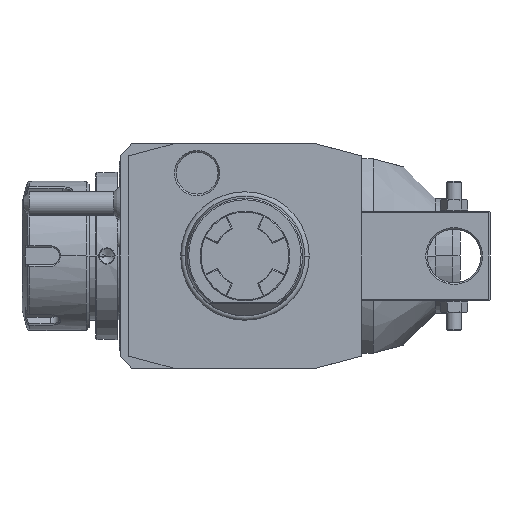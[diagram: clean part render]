
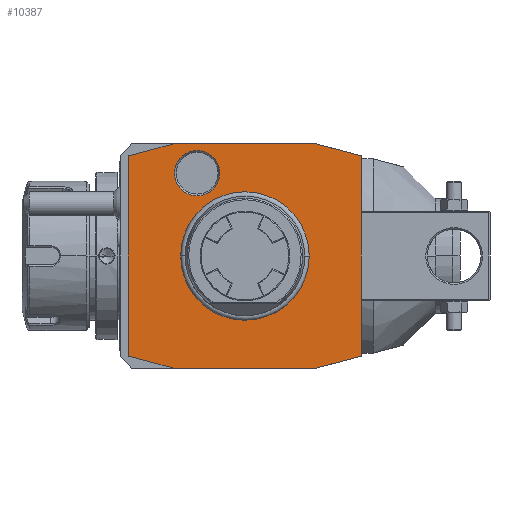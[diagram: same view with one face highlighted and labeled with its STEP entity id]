
A CAD part, front view. The second image highlights one B-rep face of the part: STEP entity #10387.
In plain terms, the highlighted planar face has unit normal (0, -1, 0).
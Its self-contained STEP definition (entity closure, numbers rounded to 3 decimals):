
#1=DIRECTION('',(-0.966,0.,0.259));
#2=VECTOR('',#1,15.529);
#3=CARTESIAN_POINT('',(39.,0.,33.481));
#4=LINE('',#3,#2);
#5=DIRECTION('',(0.,0.,1.));
#6=VECTOR('',#5,66.962);
#7=CARTESIAN_POINT('',(39.,0.,-33.481));
#8=LINE('',#7,#6);
#9=DIRECTION('',(0.966,0.,0.259));
#10=VECTOR('',#9,15.529);
#11=CARTESIAN_POINT('',(24.,0.,-37.5));
#12=LINE('',#11,#10);
#13=DIRECTION('',(1.,0.,0.));
#14=VECTOR('',#13,48.);
#15=CARTESIAN_POINT('',(-24.,0.,-37.5));
#16=LINE('',#15,#14);
#17=DIRECTION('',(0.966,0.,-0.259));
#18=VECTOR('',#17,15.529);
#19=CARTESIAN_POINT('',(-39.,0.,-33.481));
#20=LINE('',#19,#18);
#21=DIRECTION('',(0.,0.,-1.));
#22=VECTOR('',#21,66.962);
#23=CARTESIAN_POINT('',(-39.,0.,33.481));
#24=LINE('',#23,#22);
#25=DIRECTION('',(-0.966,0.,-0.259));
#26=VECTOR('',#25,15.529);
#27=CARTESIAN_POINT('',(-24.,0.,37.5));
#28=LINE('',#27,#26);
#29=DIRECTION('',(-1.,0.,0.));
#30=VECTOR('',#29,48.);
#31=CARTESIAN_POINT('',(24.,0.,37.5));
#32=LINE('',#31,#30);
#33=CARTESIAN_POINT('',(-16.,0.,27.713));
#34=DIRECTION('',(0.,1.,0.));
#35=DIRECTION('',(1.,0.,0.));
#36=AXIS2_PLACEMENT_3D('',#33,#34,#35);
#38=CARTESIAN_POINT('',(-16.,0.,27.713));
#39=DIRECTION('',(0.,1.,0.));
#40=DIRECTION('',(-1.,0.,0.));
#41=AXIS2_PLACEMENT_3D('',#38,#39,#40);
#7268=CARTESIAN_POINT('',(0.,0.,0.));
#7269=DIRECTION('',(0.,1.,0.));
#7270=DIRECTION('',(-1.,0.,0.));
#7271=AXIS2_PLACEMENT_3D('',#7268,#7269,#7270);
#7273=CARTESIAN_POINT('',(0.,0.,0.));
#7274=DIRECTION('',(0.,1.,0.));
#7275=DIRECTION('',(1.,0.,0.));
#7276=AXIS2_PLACEMENT_3D('',#7273,#7274,#7275);
#9283=CARTESIAN_POINT('',(-8.423,0.,27.713));
#9284=CARTESIAN_POINT('',(-23.577,0.,27.713));
#9285=VERTEX_POINT('',#9283);
#9286=VERTEX_POINT('',#9284);
#10125=CARTESIAN_POINT('',(39.,0.,33.481));
#10126=CARTESIAN_POINT('',(24.,0.,37.5));
#10127=VERTEX_POINT('',#10125);
#10128=VERTEX_POINT('',#10126);
#10129=CARTESIAN_POINT('',(-24.,0.,37.5));
#10130=VERTEX_POINT('',#10129);
#10131=CARTESIAN_POINT('',(-39.,0.,33.481));
#10132=VERTEX_POINT('',#10131);
#10133=CARTESIAN_POINT('',(-39.,0.,-33.481));
#10134=VERTEX_POINT('',#10133);
#10135=CARTESIAN_POINT('',(-24.,0.,-37.5));
#10136=VERTEX_POINT('',#10135);
#10137=CARTESIAN_POINT('',(24.,0.,-37.5));
#10138=VERTEX_POINT('',#10137);
#10139=CARTESIAN_POINT('',(39.,0.,-33.481));
#10140=VERTEX_POINT('',#10139);
#10220=CARTESIAN_POINT('',(-21.137,0.,0.));
#10221=CARTESIAN_POINT('',(21.137,0.,0.));
#10222=VERTEX_POINT('',#10220);
#10223=VERTEX_POINT('',#10221);
#10352=CARTESIAN_POINT('',(0.,0.,0.));
#10353=DIRECTION('',(0.,-1.,0.));
#10354=DIRECTION('',(-1.,0.,0.));
#10355=AXIS2_PLACEMENT_3D('',#10352,#10353,#10354);
#10356=PLANE('',#10355);
#10358=ORIENTED_EDGE('',*,*,#10357,.F.);
#10360=ORIENTED_EDGE('',*,*,#10359,.F.);
#10362=ORIENTED_EDGE('',*,*,#10361,.F.);
#10364=ORIENTED_EDGE('',*,*,#10363,.F.);
#10366=ORIENTED_EDGE('',*,*,#10365,.F.);
#10368=ORIENTED_EDGE('',*,*,#10367,.F.);
#10370=ORIENTED_EDGE('',*,*,#10369,.F.);
#10372=ORIENTED_EDGE('',*,*,#10371,.F.);
#10373=EDGE_LOOP('',(#10358,#10360,#10362,#10364,#10366,#10368,#10370,#10372));
#10374=FACE_OUTER_BOUND('',#10373,.F.);
#10376=ORIENTED_EDGE('',*,*,#10375,.F.);
#10378=ORIENTED_EDGE('',*,*,#10377,.F.);
#10379=EDGE_LOOP('',(#10376,#10378));
#10380=FACE_BOUND('',#10379,.F.);
#10382=ORIENTED_EDGE('',*,*,#10381,.F.);
#10384=ORIENTED_EDGE('',*,*,#10383,.F.);
#10385=EDGE_LOOP('',(#10382,#10384));
#10386=FACE_BOUND('',#10385,.F.);
#37=CIRCLE('',#36,7.577);
#42=CIRCLE('',#41,7.577);
#7272=CIRCLE('',#7271,21.137);
#7277=CIRCLE('',#7276,21.137);
#10357=EDGE_CURVE('',#10127,#10128,#4,.T.);
#10359=EDGE_CURVE('',#10140,#10127,#8,.T.);
#10361=EDGE_CURVE('',#10138,#10140,#12,.T.);
#10363=EDGE_CURVE('',#10136,#10138,#16,.T.);
#10365=EDGE_CURVE('',#10134,#10136,#20,.T.);
#10367=EDGE_CURVE('',#10132,#10134,#24,.T.);
#10369=EDGE_CURVE('',#10130,#10132,#28,.T.);
#10371=EDGE_CURVE('',#10128,#10130,#32,.T.);
#10375=EDGE_CURVE('',#10222,#10223,#7272,.T.);
#10377=EDGE_CURVE('',#10223,#10222,#7277,.T.);
#10381=EDGE_CURVE('',#9285,#9286,#37,.T.);
#10383=EDGE_CURVE('',#9286,#9285,#42,.T.);
#10387=ADVANCED_FACE('',(#10374,#10380,#10386),#10356,.T.);
